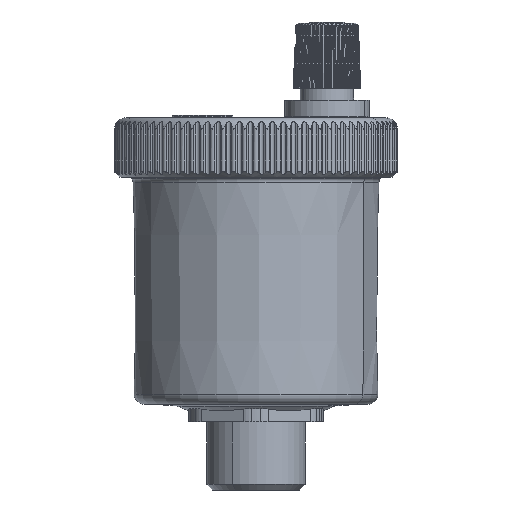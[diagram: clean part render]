
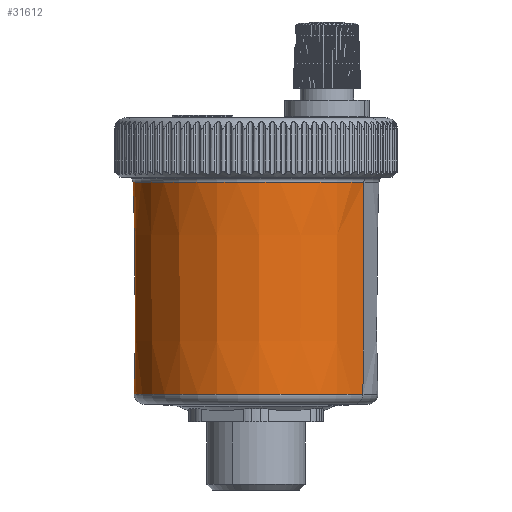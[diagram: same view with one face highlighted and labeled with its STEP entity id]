
A CAD part, left-side view. The second image highlights one B-rep face of the part: STEP entity #31612.
In plain terms, the highlighted conical face has half-angle 0.3 degrees and reference radius 20.589 mm.
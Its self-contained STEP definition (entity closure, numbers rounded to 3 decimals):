
#31543=CARTESIAN_POINT('Vertex',(-9.875,-18.077,1.691)) ;
#31546=CARTESIAN_POINT('Axis2P3D Location',(0.,0.,1.691)) ;
#31550=CARTESIAN_POINT('Vertex',(9.875,18.077,1.691)) ;
#31582=CARTESIAN_POINT('Axis2P3D Location',(0.,0.,0.)) ;
#31587=CARTESIAN_POINT('Line Origine',(-9.92,-18.159,19.605)) ;
#31591=CARTESIAN_POINT('Vertex',(-9.965,-18.241,37.52)) ;
#31594=CARTESIAN_POINT('Axis2P3D Location',(0.,0.,37.52)) ;
#31598=CARTESIAN_POINT('Vertex',(9.965,18.241,37.52)) ;
#31601=CARTESIAN_POINT('Line Origine',(9.92,18.159,19.605)) ;
#31547=DIRECTION('Axis2P3D Direction',(0.,0.,-1.)) ;
#31583=DIRECTION('Axis2P3D Direction',(-0.,-0.,1.)) ;
#31584=DIRECTION('Axis2P3D XDirection',(-0.479,-0.878,0.)) ;
#31588=DIRECTION('Vector Direction',(-0.003,-0.005,1.)) ;
#31595=DIRECTION('Axis2P3D Direction',(-0.,0.,1.)) ;
#31602=DIRECTION('Vector Direction',(0.003,0.005,1.)) ;
#31548=AXIS2_PLACEMENT_3D('Circle Axis2P3D',#31546,#31547,$) ;
#31585=AXIS2_PLACEMENT_3D('Cone Axis2P3D',#31582,#31583,#31584) ;
#31596=AXIS2_PLACEMENT_3D('Circle Axis2P3D',#31594,#31595,$) ;
#31607=ORIENTED_EDGE('',*,*,#31593,.F.) ;
#31608=ORIENTED_EDGE('',*,*,#31600,.F.) ;
#31609=ORIENTED_EDGE('',*,*,#31605,.T.) ;
#31610=ORIENTED_EDGE('',*,*,#31552,.F.) ;
#31589=VECTOR('Line Direction',#31588,1.) ;
#31603=VECTOR('Line Direction',#31602,1.) ;
#31612=ADVANCED_FACE('PartBody',(#31611),#31586,.T.) ;
#31549=CIRCLE('generated circle',#31548,20.598) ;
#31597=CIRCLE('generated circle',#31596,20.786) ;
#31586=CONICAL_SURFACE('Cone',#31585,20.589,0.005) ;
#31552=EDGE_CURVE('',#31544,#31551,#31549,.T.) ;
#31593=EDGE_CURVE('',#31592,#31544,#31590,.F.) ;
#31600=EDGE_CURVE('',#31599,#31592,#31597,.T.) ;
#31605=EDGE_CURVE('',#31599,#31551,#31604,.F.) ;
#31606=EDGE_LOOP('',(#31607,#31608,#31609,#31610)) ;
#31611=FACE_OUTER_BOUND('',#31606,.T.) ;
#31590=LINE('Line',#31587,#31589) ;
#31604=LINE('Line',#31601,#31603) ;
#31544=VERTEX_POINT('',#31543) ;
#31551=VERTEX_POINT('',#31550) ;
#31592=VERTEX_POINT('',#31591) ;
#31599=VERTEX_POINT('',#31598) ;
